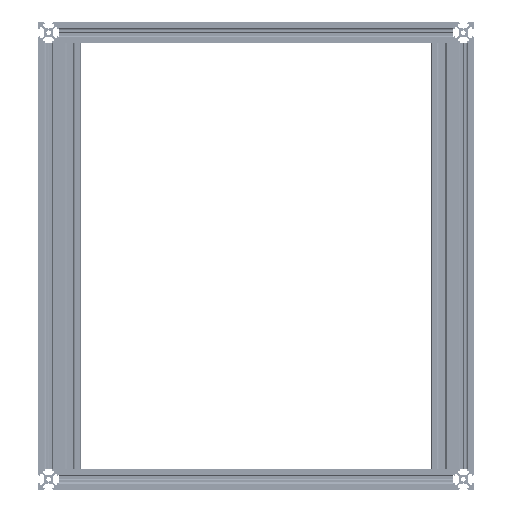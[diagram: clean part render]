
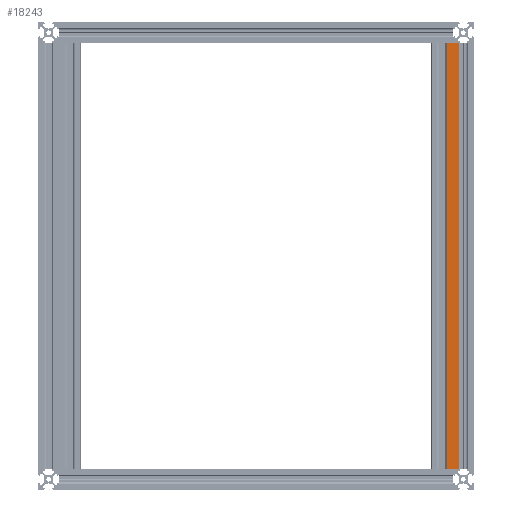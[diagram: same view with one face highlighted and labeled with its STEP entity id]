
A CAD part, front view. The second image highlights one B-rep face of the part: STEP entity #18243.
In plain terms, the highlighted face is planar.
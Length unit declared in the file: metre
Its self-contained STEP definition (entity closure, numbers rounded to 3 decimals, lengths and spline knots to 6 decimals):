
#2782=ORIENTED_EDGE('',*,*,#8527,.F.);
#2783=ORIENTED_EDGE('',*,*,#8528,.F.);
#2784=ORIENTED_EDGE('',*,*,#8529,.T.);
#2785=ORIENTED_EDGE('',*,*,#8525,.T.);
#8525=EDGE_CURVE('',#11370,#11369,#13335,.T.);
#8527=EDGE_CURVE('',#11371,#11369,#13336,.T.);
#8528=EDGE_CURVE('',#11372,#11371,#13337,.T.);
#8529=EDGE_CURVE('',#11372,#11370,#13338,.T.);
#11369=VERTEX_POINT('',#29049);
#11370=VERTEX_POINT('',#29051);
#11371=VERTEX_POINT('',#29055);
#11372=VERTEX_POINT('',#29057);
#13335=LINE('',#29050,#14472);
#13336=LINE('',#29054,#14473);
#13337=LINE('',#29056,#14474);
#13338=LINE('',#29058,#14475);
#14472=VECTOR('',#22389,1.);
#14473=VECTOR('',#22394,1.);
#14474=VECTOR('',#22395,1.);
#14475=VECTOR('',#22396,1.);
#15544=EDGE_LOOP('',(#2782,#2783,#2784,#2785));
#16709=FACE_BOUND('',#15544,.T.);
#17847=PLANE('',#19395);
#18243=ADVANCED_FACE('',(#16709),#17847,.T.);
#19395=AXIS2_PLACEMENT_3D('',#29053,#22392,#22393);
#22389=DIRECTION('',(0.,1.,0.));
#22392=DIRECTION('',(0.,0.,-1.));
#22393=DIRECTION('',(-1.,0.,0.));
#22394=DIRECTION('',(-1.,0.,0.));
#22395=DIRECTION('',(0.,1.,0.));
#22396=DIRECTION('',(-1.,0.,0.));
#29049=CARTESIAN_POINT('',(-0.012923,0.,-0.003545));
#29050=CARTESIAN_POINT('',(-0.012923,-0.4,-0.003545));
#29051=CARTESIAN_POINT('',(-0.012923,-0.4,-0.003545));
#29053=CARTESIAN_POINT('',(-0.007349,-0.4,-0.003545));
#29054=CARTESIAN_POINT('',(-0.007349,0.,-0.003545));
#29055=CARTESIAN_POINT('',(-0.001775,0.,-0.003545));
#29056=CARTESIAN_POINT('',(-0.001775,-0.4,-0.003545));
#29057=CARTESIAN_POINT('',(-0.001775,-0.4,-0.003545));
#29058=CARTESIAN_POINT('',(-0.007349,-0.4,-0.003545));
